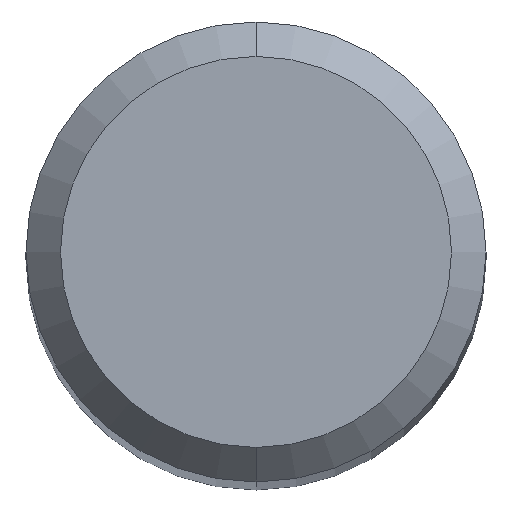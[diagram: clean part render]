
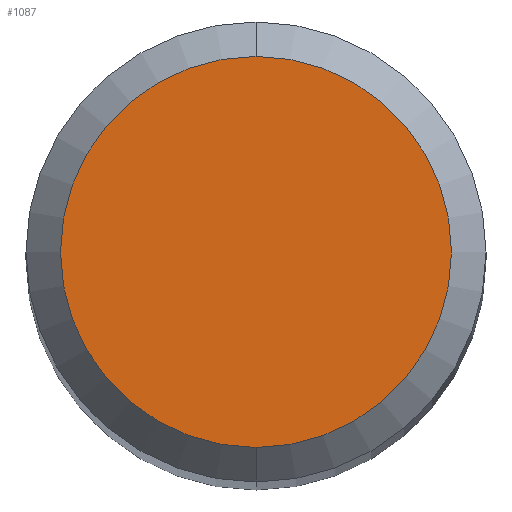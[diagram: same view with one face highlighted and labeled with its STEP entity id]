
A CAD part, top view. The second image highlights one B-rep face of the part: STEP entity #1087.
In plain terms, the highlighted planar face has unit normal (0, 0, 1).
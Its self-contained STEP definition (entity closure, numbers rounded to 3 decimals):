
#493=EDGE_CURVE('',#633,#707,#1302,.T.);
#633=VERTEX_POINT('',#1454);
#707=VERTEX_POINT('',#1535);
#1087=ADVANCED_FACE('',(#1946),#1947,.T.);
#1197=EDGE_CURVE('',#707,#633,#2069,.T.);
#1302=CIRCLE('',#2372,1.7);
#1454=CARTESIAN_POINT('',(0.0,1.7,0.0));
#1535=CARTESIAN_POINT('',(0.,-1.7,0.0));
#1946=FACE_OUTER_BOUND('',#4763,.T.);
#1947=PLANE('',#4764);
#2069=CIRCLE('',#5340,1.7);
#2372=AXIS2_PLACEMENT_3D('',#5446,#5447,#5448);
#4763=EDGE_LOOP('',(#6105,#6106));
#4764=AXIS2_PLACEMENT_3D('',#6107,#6108,#6109);
#5340=AXIS2_PLACEMENT_3D('',#6262,#6263,#6264);
#5446=CARTESIAN_POINT('',(0.0,0.0,0.0));
#5447=DIRECTION('',(0.0,0.0,-1.0));
#5448=DIRECTION('',(0.0,1.0,0.0));
#6105=ORIENTED_EDGE('',*,*,#493,.F.);
#6106=ORIENTED_EDGE('',*,*,#1197,.F.);
#6107=CARTESIAN_POINT('',(0.0,0.85,0.0));
#6108=DIRECTION('',(-0.0,0.0,1.0));
#6109=DIRECTION('',(0.0,-1.0,0.0));
#6262=CARTESIAN_POINT('',(0.0,0.0,0.0));
#6263=DIRECTION('',(0.0,0.0,-1.0));
#6264=DIRECTION('',(0.0,1.0,0.0));
